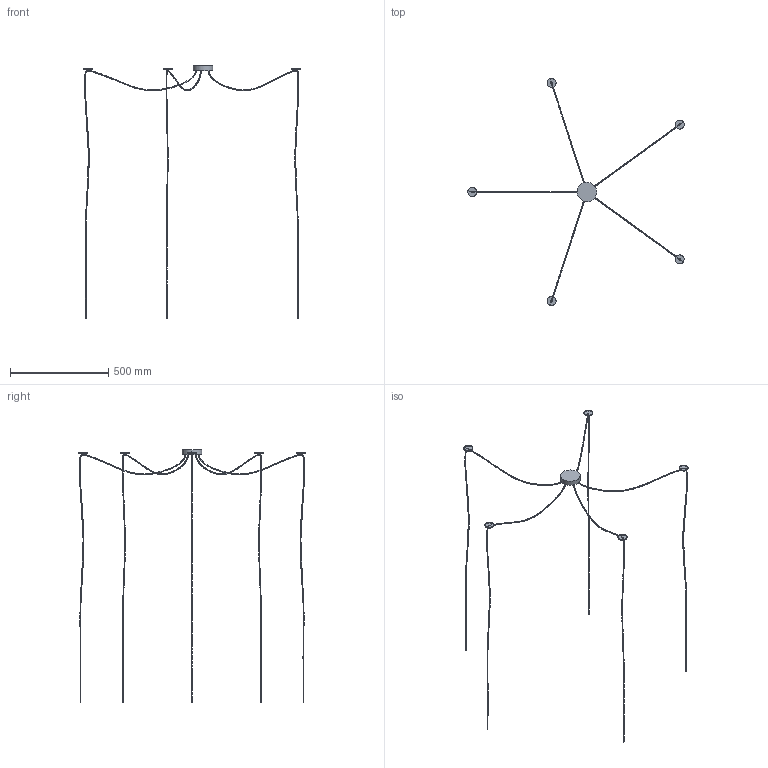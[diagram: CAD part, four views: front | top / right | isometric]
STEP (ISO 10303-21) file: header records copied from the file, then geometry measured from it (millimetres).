
FILE_DESCRIPTION(/* description */ (''),/* implementation_level */ '2;1');
FILE_NAME(/* name */ '1744.M.54_SAMOI_5cavi',/* time_stamp */ '2024-04-09T15:56:29+02:00',/* author */ (''),/* organization */ (''),/* preprocessor_version */ 'ST-DEVELOPER v16.5',/* originating_system */ 'Rhino 7.15',/* authorisation */ '');
FILE_SCHEMA (('CONFIG_CONTROL_DESIGN'));
Length unit declared in the file: millimetre
Products named in the file (1): Document
Bounding box: 1103.41 x 1157.8 x 1286.01 mm (x, y, z)
Volume: 327252.5 mm3; surface area: 154331.3 mm2
Topology: 6 solids, 11 shells, 64 faces, 136 edges, 89 vertices
Faces by surface type: bspline 30, cylinder 22, plane 12
Entity records: 8225 total; most frequent: CARTESIAN_POINT 7351, ORIENTED_EDGE 222, EDGE_CURVE 116, VERTEX_POINT 69, ADVANCED_FACE 64, FACE_OUTER_BOUND 64, EDGE_LOOP 64, B_SPLINE_CURVE_WITH_KNOTS 50
